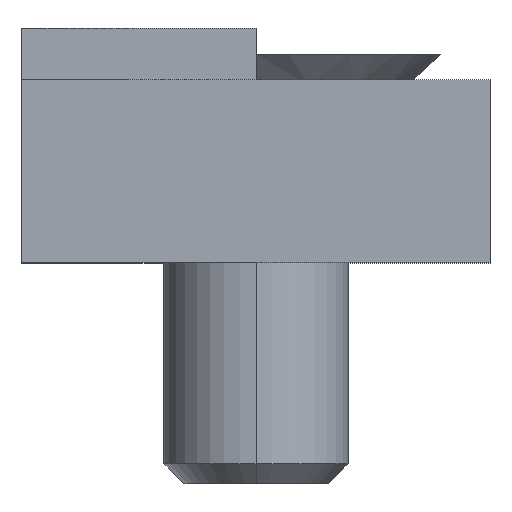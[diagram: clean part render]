
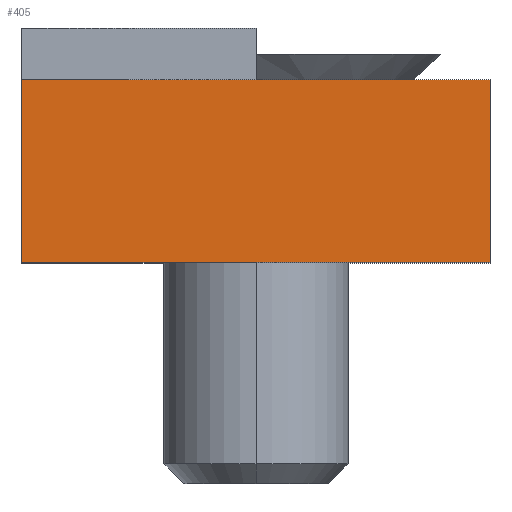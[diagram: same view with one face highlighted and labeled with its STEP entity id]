
A CAD part, top view. The second image highlights one B-rep face of the part: STEP entity #405.
In plain terms, the highlighted planar face has unit normal (0, 0, 1).
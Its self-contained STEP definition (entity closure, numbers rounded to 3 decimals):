
#189=EDGE_CURVE('',#281,#431,#522,.T.);
#195=VERTEX_POINT('',#528);
#203=EDGE_CURVE('',#383,#281,#538,.T.);
#277=VERTEX_POINT('',#624);
#281=VERTEX_POINT('',#628);
#293=EDGE_CURVE('',#277,#383,#640,.T.);
#383=VERTEX_POINT('',#740);
#405=ADVANCED_FACE('',(#765),#766,.T.);
#431=VERTEX_POINT('',#793);
#433=EDGE_CURVE('',#195,#277,#795,.T.);
#461=EDGE_CURVE('',#431,#195,#824,.T.);
#522=LINE('',#882,#883);
#528=CARTESIAN_POINT('',(0.0,4.95,6.35));
#538=LINE('',#904,#905);
#624=CARTESIAN_POINT('',(-6.35,4.95,6.35));
#628=CARTESIAN_POINT('',(6.35,0.0,6.35));
#640=LINE('',#1042,#1043);
#740=CARTESIAN_POINT('',(-6.35,0.0,6.35));
#765=FACE_OUTER_BOUND('',#1219,.T.);
#766=PLANE('',#1220);
#793=CARTESIAN_POINT('',(6.35,4.95,6.35));
#795=LINE('',#1259,#1260);
#824=LINE('',#1301,#1302);
#882=CARTESIAN_POINT('',(6.35,2.475,6.35));
#883=VECTOR('',#1363,1.0);
#904=CARTESIAN_POINT('',(0.0,0.0,6.35));
#905=VECTOR('',#1383,1.0);
#1042=CARTESIAN_POINT('',(-6.35,2.475,6.35));
#1043=VECTOR('',#1512,1.0);
#1219=EDGE_LOOP('',(#1651,#1652,#1653,#1654,#1655));
#1220=AXIS2_PLACEMENT_3D('',#1656,#1657,#1658);
#1259=CARTESIAN_POINT('',(0.0,4.95,6.35));
#1260=VECTOR('',#1674,1.0);
#1301=CARTESIAN_POINT('',(0.0,4.95,6.35));
#1302=VECTOR('',#1696,1.0);
#1363=DIRECTION('',(0.0,1.0,0.0));
#1383=DIRECTION('',(1.0,0.0,0.0));
#1512=DIRECTION('',(0.0,-1.0,0.0));
#1651=ORIENTED_EDGE('',*,*,#189,.T.);
#1652=ORIENTED_EDGE('',*,*,#461,.T.);
#1653=ORIENTED_EDGE('',*,*,#433,.T.);
#1654=ORIENTED_EDGE('',*,*,#293,.T.);
#1655=ORIENTED_EDGE('',*,*,#203,.T.);
#1656=CARTESIAN_POINT('',(0.0,2.475,6.35));
#1657=DIRECTION('',(0.0,0.0,1.0));
#1658=DIRECTION('',(1.0,0.0,0.0));
#1674=DIRECTION('',(-1.0,0.0,0.0));
#1696=DIRECTION('',(-1.0,0.0,0.0));
